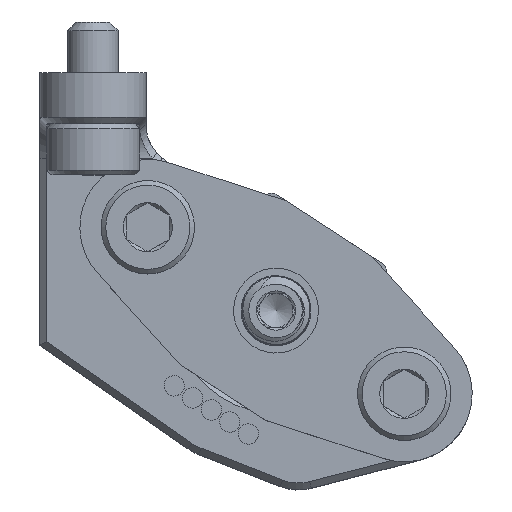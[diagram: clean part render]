
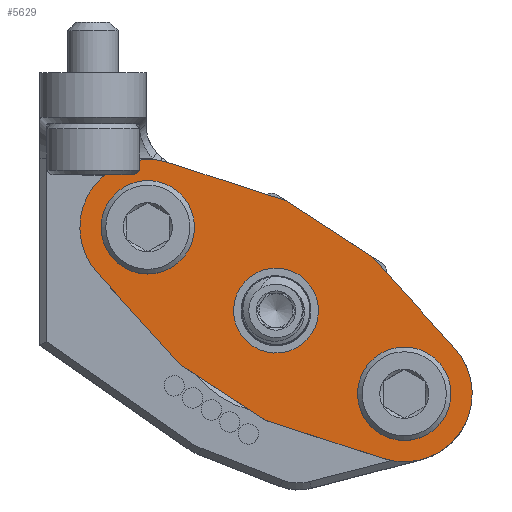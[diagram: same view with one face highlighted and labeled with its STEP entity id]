
A CAD part, top view. The second image highlights one B-rep face of the part: STEP entity #5629.
In plain terms, the highlighted planar face has unit normal (0, 0, 1).
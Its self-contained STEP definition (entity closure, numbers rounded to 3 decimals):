
#231=FACE_BOUND('',#1065,.T.);
#232=FACE_BOUND('',#1066,.T.);
#233=FACE_BOUND('',#1067,.T.);
#317=PLANE('',#6051);
#714=FACE_OUTER_BOUND('',#1064,.T.);
#1064=EDGE_LOOP('',(#3864,#3865,#3866,#3867,#3868,#3869,#3870,#3871));
#1065=EDGE_LOOP('',(#3872));
#1066=EDGE_LOOP('',(#3873));
#1067=EDGE_LOOP('',(#3874));
#1422=CIRCLE('',#6043,2.5);
#1429=CIRCLE('',#6052,4.);
#1430=CIRCLE('',#6053,4.);
#1431=CIRCLE('',#6054,1.6);
#1432=CIRCLE('',#6055,1.6);
#1699=LINE('',#11730,#2006);
#1700=LINE('',#11732,#2007);
#1701=LINE('',#11736,#2008);
#1702=LINE('',#11738,#2009);
#1703=LINE('',#11740,#2010);
#1704=LINE('',#11743,#2011);
#2006=VECTOR('',#6720,1000.);
#2007=VECTOR('',#6721,1000.);
#2008=VECTOR('',#6724,1000.);
#2009=VECTOR('',#6725,1000.);
#2010=VECTOR('',#6726,1000.);
#2011=VECTOR('',#6729,1000.);
#2350=VERTEX_POINT('',#11675);
#2363=VERTEX_POINT('',#11728);
#2364=VERTEX_POINT('',#11729);
#2365=VERTEX_POINT('',#11731);
#2366=VERTEX_POINT('',#11733);
#2367=VERTEX_POINT('',#11735);
#2368=VERTEX_POINT('',#11737);
#2369=VERTEX_POINT('',#11739);
#2370=VERTEX_POINT('',#11741);
#2371=VERTEX_POINT('',#11744);
#2372=VERTEX_POINT('',#11746);
#2936=EDGE_CURVE('',#2350,#2350,#1422,.T.);
#2951=EDGE_CURVE('',#2363,#2364,#1699,.T.);
#2952=EDGE_CURVE('',#2364,#2365,#1700,.T.);
#2953=EDGE_CURVE('',#2365,#2366,#1429,.T.);
#2954=EDGE_CURVE('',#2366,#2367,#1701,.T.);
#2955=EDGE_CURVE('',#2367,#2368,#1702,.T.);
#2956=EDGE_CURVE('',#2369,#2368,#1703,.T.);
#2957=EDGE_CURVE('',#2369,#2370,#1430,.T.);
#2958=EDGE_CURVE('',#2363,#2370,#1704,.T.);
#2959=EDGE_CURVE('',#2371,#2371,#1431,.T.);
#2960=EDGE_CURVE('',#2372,#2372,#1432,.T.);
#3864=ORIENTED_EDGE('',*,*,#2951,.T.);
#3865=ORIENTED_EDGE('',*,*,#2952,.T.);
#3866=ORIENTED_EDGE('',*,*,#2953,.T.);
#3867=ORIENTED_EDGE('',*,*,#2954,.T.);
#3868=ORIENTED_EDGE('',*,*,#2955,.T.);
#3869=ORIENTED_EDGE('',*,*,#2956,.F.);
#3870=ORIENTED_EDGE('',*,*,#2957,.T.);
#3871=ORIENTED_EDGE('',*,*,#2958,.F.);
#3872=ORIENTED_EDGE('',*,*,#2959,.T.);
#3873=ORIENTED_EDGE('',*,*,#2960,.T.);
#3874=ORIENTED_EDGE('',*,*,#2936,.T.);
#5629=ADVANCED_FACE('',(#714,#231,#232,#233),#317,.T.);
#6043=AXIS2_PLACEMENT_3D('',#11677,#6696,#6697);
#6051=AXIS2_PLACEMENT_3D('',#11727,#6718,#6719);
#6052=AXIS2_PLACEMENT_3D('',#11734,#6722,#6723);
#6053=AXIS2_PLACEMENT_3D('',#11742,#6727,#6728);
#6054=AXIS2_PLACEMENT_3D('',#11745,#6730,#6731);
#6055=AXIS2_PLACEMENT_3D('',#11747,#6732,#6733);
#6696=DIRECTION('center_axis',(0.,0.,
-1.));
#6697=DIRECTION('ref_axis',(0.99,-0.139,0.));
#6718=DIRECTION('center_axis',(0.,0.,
1.));
#6719=DIRECTION('ref_axis',(0.99,-0.139,0.));
#6720=DIRECTION('',(-0.99,0.139,0.));
#6721=DIRECTION('',(-0.993,-0.122,0.));
#6722=DIRECTION('center_axis',(0.,0.,
1.));
#6723=DIRECTION('ref_axis',(-0.122,0.993,0.));
#6724=DIRECTION('',(0.92,-0.391,0.));
#6725=DIRECTION('',(0.99,-0.139,0.));
#6726=DIRECTION('',(-0.993,-0.122,0.));
#6727=DIRECTION('center_axis',(0.,0.,
1.));
#6728=DIRECTION('ref_axis',(0.122,-0.993,0.));
#6729=DIRECTION('',(0.92,-0.391,0.));
#6730=DIRECTION('center_axis',(0.,0.,
-1.));
#6731=DIRECTION('ref_axis',(0.99,-0.139,0.));
#6732=DIRECTION('center_axis',(0.,0.,
-1.));
#6733=DIRECTION('ref_axis',(0.99,-0.139,0.));
#11675=CARTESIAN_POINT('',(0.192,3.794,0.));
#11677=CARTESIAN_POINT('Origin',(2.668,3.446,0.));
#11727=CARTESIAN_POINT('Origin',(2.668,3.446,0.));
#11728=CARTESIAN_POINT('',(6.439,8.723,0.));
#11729=CARTESIAN_POINT('',(0.497,9.558,0.));
#11730=CARTESIAN_POINT('',(3.468,9.14,0.));
#11731=CARTESIAN_POINT('',(-6.733,8.669,0.));
#11732=CARTESIAN_POINT('',(0.497,9.558,0.));
#11733=CARTESIAN_POINT('',(-7.808,1.017,0.));
#11734=CARTESIAN_POINT('Origin',(-6.244,4.699,0.));
#11735=CARTESIAN_POINT('',(-1.103,-1.83,0.));
#11736=CARTESIAN_POINT('',(-7.808,1.017,0.));
#11737=CARTESIAN_POINT('',(4.838,-2.665,0.));
#11738=CARTESIAN_POINT('',(-1.103,-1.83,0.));
#11739=CARTESIAN_POINT('',(12.068,-1.777,0.));
#11740=CARTESIAN_POINT('',(12.068,-1.777,0.));
#11741=CARTESIAN_POINT('',(13.144,5.875,0.));
#11742=CARTESIAN_POINT('Origin',(11.58,2.194,0.));
#11743=CARTESIAN_POINT('',(6.439,8.723,0.));
#11744=CARTESIAN_POINT('',(-7.829,4.921,0.));
#11745=CARTESIAN_POINT('Origin',(-6.244,4.699,0.));
#11746=CARTESIAN_POINT('',(9.996,2.416,0.));
#11747=CARTESIAN_POINT('Origin',(11.58,2.194,0.));
